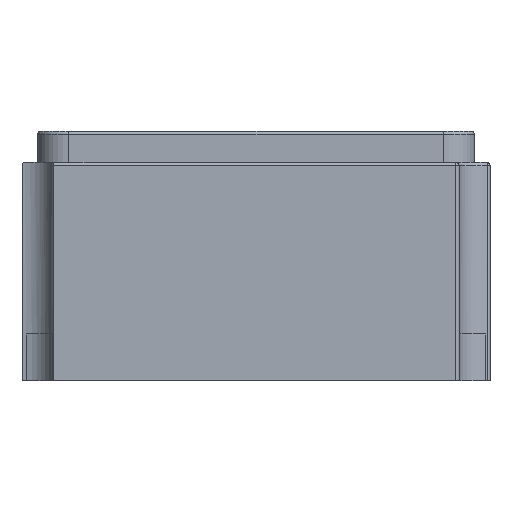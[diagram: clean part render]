
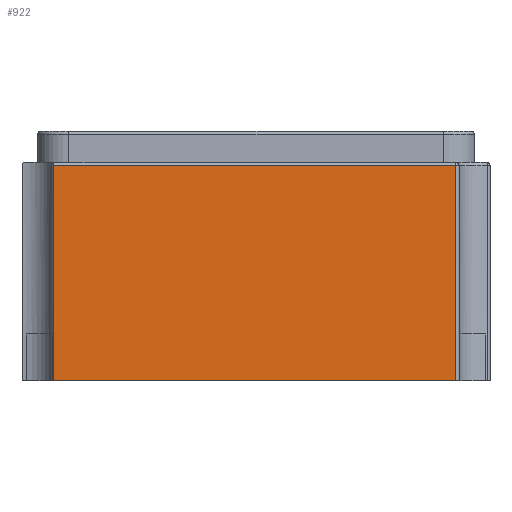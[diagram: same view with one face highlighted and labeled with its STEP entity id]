
A CAD part, front view. The second image highlights one B-rep face of the part: STEP entity #922.
In plain terms, the highlighted planar face has unit normal (0, -1, 0).
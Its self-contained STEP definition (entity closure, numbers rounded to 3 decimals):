
#303 = VERTEX_POINT('',#304);
#304 = CARTESIAN_POINT('',(0.641,-1.6,
    0.));
#311 = EDGE_CURVE('',#312,#303,#314,.T.);
#312 = VERTEX_POINT('',#313);
#313 = CARTESIAN_POINT('',(-0.65,-1.6,
    0.));
#314 = LINE('',#315,#316);
#315 = CARTESIAN_POINT('',(0.,-1.6,
    0.));
#316 = VECTOR('',#317,1.);
#317 = DIRECTION('',(1.,0.,0.));
#903 = VERTEX_POINT('',#904);
#904 = CARTESIAN_POINT('',(0.641,-1.6,0.69));
#911 = EDGE_CURVE('',#303,#903,#912,.T.);
#912 = LINE('',#913,#914);
#913 = CARTESIAN_POINT('',(0.641,-1.6,
    0.));
#914 = VECTOR('',#915,1.);
#915 = DIRECTION('',(0.,0.,1.));
#922 = ADVANCED_FACE('',(#923),#941,.T.);
#923 = FACE_BOUND('',#924,.T.);
#924 = EDGE_LOOP('',(#925,#933,#934,#935));
#925 = ORIENTED_EDGE('',*,*,#926,.T.);
#926 = EDGE_CURVE('',#927,#312,#929,.T.);
#927 = VERTEX_POINT('',#928);
#928 = CARTESIAN_POINT('',(-0.65,-1.6,0.69));
#929 = LINE('',#930,#931);
#930 = CARTESIAN_POINT('',(-0.65,-1.6,
    0.));
#931 = VECTOR('',#932,1.);
#932 = DIRECTION('',(0.,0.,-1.));
#933 = ORIENTED_EDGE('',*,*,#311,.T.);
#934 = ORIENTED_EDGE('',*,*,#911,.T.);
#935 = ORIENTED_EDGE('',*,*,#936,.F.);
#936 = EDGE_CURVE('',#927,#903,#937,.T.);
#937 = LINE('',#938,#939);
#938 = CARTESIAN_POINT('',(0.,-1.6,0.69));
#939 = VECTOR('',#940,1.);
#940 = DIRECTION('',(1.,0.,0.));
#941 = PLANE('',#942);
#942 = AXIS2_PLACEMENT_3D('',#943,#944,#945);
#943 = CARTESIAN_POINT('',(0.,-1.6,
    0.));
#944 = DIRECTION('',(0.,-1.,0.));
#945 = DIRECTION('',(1.,0.,0.));
